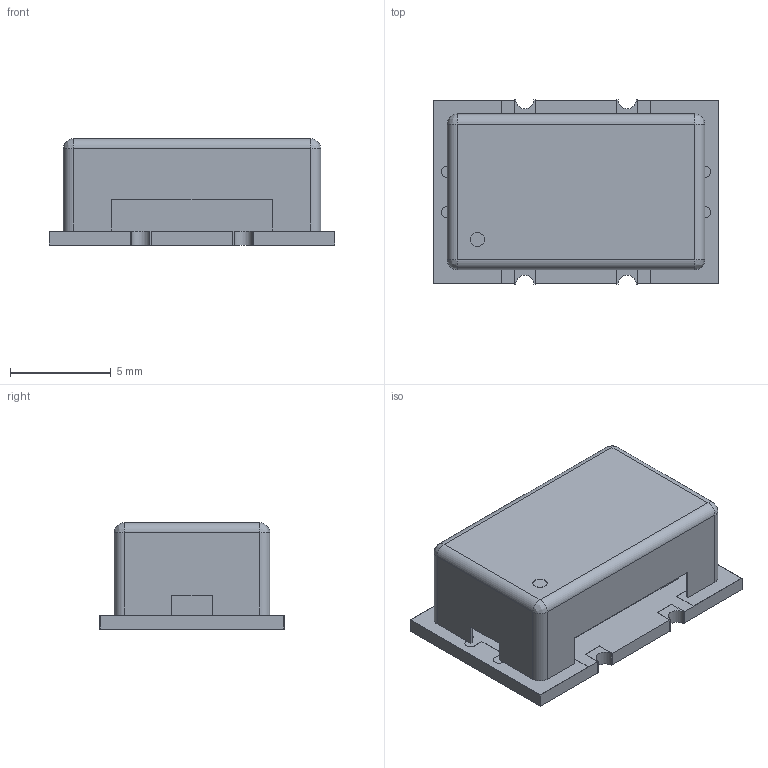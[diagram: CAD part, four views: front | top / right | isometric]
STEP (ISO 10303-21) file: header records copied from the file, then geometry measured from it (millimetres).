
FILE_DESCRIPTION (( 'STEP AP214' ), '1' );
FILE_NAME ('User Library-CVHD-950.STEP', '2015-07-27T08:40:59', ( 'Windows User' ), ( '' ), 'SwSTEP 2.0', 'SolidWorks 2015', '' );
FILE_SCHEMA (( 'AUTOMOTIVE_DESIGN' ));
Length unit declared in the file: millimetre
Products named in the file (1): User Library-CVHD-950
Bounding box: 14.2 x 9.16 x 5.3 mm (x, y, z)
Volume: 299 mm3; surface area: 888.8 mm2
Topology: 1 solids, 1 shells, 136 faces, 392 edges, 248 vertices
Faces by surface type: plane 97, cylinder 31, bspline 8
Entity records: 5968 total; most frequent: CARTESIAN_POINT 889, ORIENTED_EDGE 768, DIRECTION 704, EDGE_CURVE 384, VECTOR 322, LINE 322, VERTEX_POINT 248, AXIS2_PLACEMENT_3D 191
